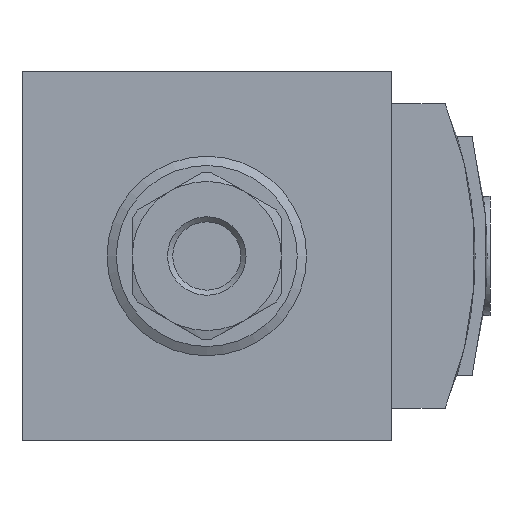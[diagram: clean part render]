
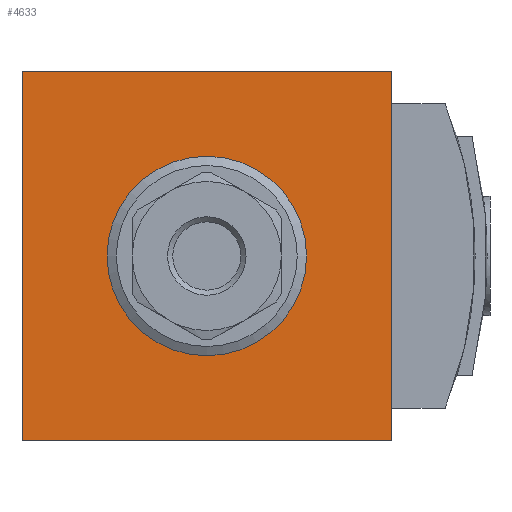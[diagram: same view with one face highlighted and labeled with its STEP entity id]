
A CAD part, front view. The second image highlights one B-rep face of the part: STEP entity #4633.
In plain terms, the highlighted planar face has unit normal (0, -1, 0).
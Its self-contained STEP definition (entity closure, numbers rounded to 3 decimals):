
#118=PLANE('',#4878);
#234=LINE('',#6056,#594);
#311=LINE('',#6235,#671);
#320=LINE('',#6252,#680);
#385=LINE('',#6404,#745);
#594=VECTOR('',#5111,1000.);
#671=VECTOR('',#5246,1000.);
#680=VECTOR('',#5257,1000.);
#745=VECTOR('',#5380,1000.);
#1228=ORIENTED_EDGE('',*,*,#2104,.F.);
#1229=ORIENTED_EDGE('',*,*,#1899,.F.);
#1230=ORIENTED_EDGE('',*,*,#1992,.F.);
#1231=ORIENTED_EDGE('',*,*,#2001,.F.);
#1232=ORIENTED_EDGE('',*,*,#2082,.F.);
#1899=EDGE_CURVE('',#2370,#2371,#234,.T.);
#1992=EDGE_CURVE('',#2443,#2370,#311,.T.);
#2001=EDGE_CURVE('',#2450,#2443,#320,.T.);
#2082=EDGE_CURVE('',#2371,#2450,#385,.T.);
#2104=EDGE_CURVE('',#2521,#2521,#2705,.F.);
#2370=VERTEX_POINT('',#6055);
#2371=VERTEX_POINT('',#6057);
#2443=VERTEX_POINT('',#6234);
#2450=VERTEX_POINT('',#6251);
#2521=VERTEX_POINT('',#6447);
#2705=CIRCLE('',#4879,16.732);
#2801=EDGE_LOOP('',(#1228));
#2802=EDGE_LOOP('',(#1229,#1230,#1231,#1232));
#3041=FACE_BOUND('',#2801,.T.);
#3042=FACE_BOUND('',#2802,.T.);
#4633=ADVANCED_FACE('',(#3041,#3042),#118,.F.);
#4878=AXIS2_PLACEMENT_3D('',#6445,#5419,#5420);
#4879=AXIS2_PLACEMENT_3D('',#6446,#5421,#5422);
#5111=DIRECTION('',(0.,0.,1.));
#5246=DIRECTION('',(-1.,0.,0.));
#5257=DIRECTION('',(0.,0.,-1.));
#5380=DIRECTION('',(1.,0.,0.));
#5419=DIRECTION('',(0.,1.,0.));
#5420=DIRECTION('',(0.,0.,1.));
#5421=DIRECTION('',(0.,1.,0.));
#5422=DIRECTION('',(0.,0.,1.));
#6055=CARTESIAN_POINT('',(-31.,-45.5,-31.));
#6056=CARTESIAN_POINT('',(-31.,-45.5,-31.));
#6057=CARTESIAN_POINT('',(-31.,-45.5,31.));
#6234=CARTESIAN_POINT('',(31.,-45.5,-31.));
#6235=CARTESIAN_POINT('',(31.,-45.5,-31.));
#6251=CARTESIAN_POINT('',(31.,-45.5,31.));
#6252=CARTESIAN_POINT('',(31.,-45.5,31.));
#6404=CARTESIAN_POINT('',(-31.,-45.5,31.));
#6445=CARTESIAN_POINT('',(0.,-45.5,0.));
#6446=CARTESIAN_POINT('',(0.,-45.5,0.));
#6447=CARTESIAN_POINT('',(0.,-45.5,16.732));
